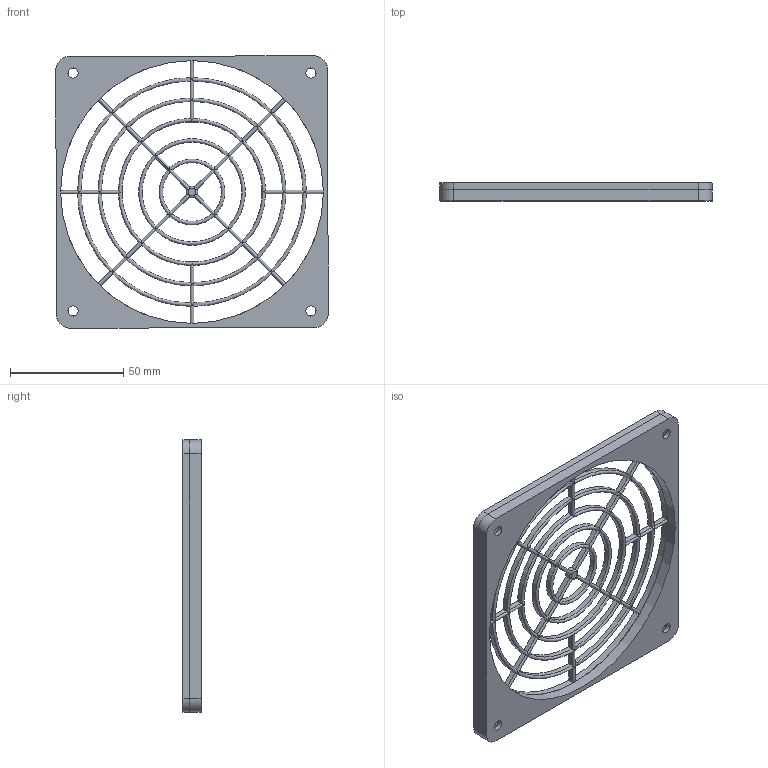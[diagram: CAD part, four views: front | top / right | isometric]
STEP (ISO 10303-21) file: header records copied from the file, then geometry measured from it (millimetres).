
FILE_DESCRIPTION(/* description */ ('STEP AP242','CAx-IF Rec.Pracs.---Representation and Presentation of Product Manufacturing Information (PMI)---4.0---2014-10-13','CAx-IF Rec.Pracs.---3D Tessellated Geometry---0.4---2014-09-14','2;1'),/* implementation_level */ '2;1');
FILE_NAME(/* name */ '67394f763c51dc23d48a58a3',/* time_stamp */ '2024-11-17T02:05:43Z',/* author */ (''),/* organization */ (''),/* preprocessor_version */ 'ST-DEVELOPER v20',/* originating_system */ 'ONSHAPE BY PTC INC, 1.189',/* authorisation */ ' ');
FILE_SCHEMA (('AP242_MANAGED_MODEL_BASED_3D_ENGINEERING_MIM_LF { 1 0 10303 442 1 1 4 }'));
Length unit declared in the file: metre
Products named in the file (2): Top; Bottom
Bounding box: 120.16 x 8 x 120.16 mm (x, y, z)
Volume: 33078.5 mm3; surface area: 32357.3 mm2
Topology: 2 solids, 2 shells, 252 faces, 671 edges, 392 vertices
Faces by surface type: cylinder 130, plane 90, torus 32
Full cylindrical faces by diameter (mm): 4.5 x4, 12 x8, 116 x1
Entity records: 8074 total; most frequent: CARTESIAN_POINT 1864, ORIENTED_EDGE 1316, DIRECTION 1214, EDGE_CURVE 658, AXIS2_PLACEMENT_3D 446, VERTEX_POINT 392, EDGE_LOOP 324, FACE_BOUND 324
